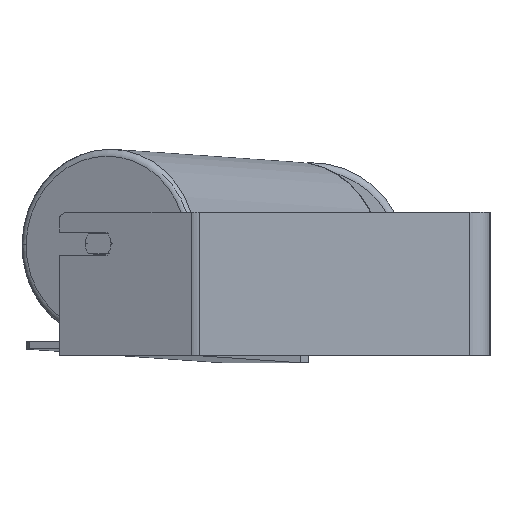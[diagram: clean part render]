
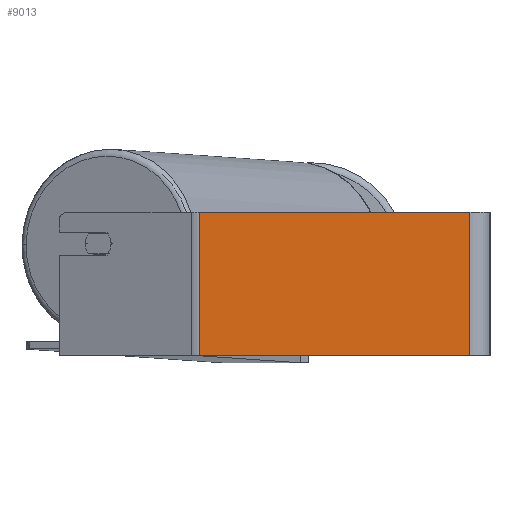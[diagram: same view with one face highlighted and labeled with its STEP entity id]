
A CAD part, left-side view. The second image highlights one B-rep face of the part: STEP entity #9013.
In plain terms, the highlighted planar face has unit normal (-1, 0, 0).
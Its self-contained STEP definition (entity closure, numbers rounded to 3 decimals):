
#229 = DIRECTION ( 'NONE',  ( 1., 0., 0. ) ) ;
#540 = VERTEX_POINT ( 'NONE', #8983 ) ;
#650 = CARTESIAN_POINT ( 'NONE',  ( -525., 205.69, 50. ) ) ;
#1041 = CARTESIAN_POINT ( 'NONE',  ( -525., 202.586, 50. ) ) ;
#1327 = LINE ( 'NONE', #3311, #4585 ) ;
#1558 = LINE ( 'NONE', #5938, #3741 ) ;
#2229 = EDGE_CURVE ( 'NONE', #6217, #5493, #7480, .T. ) ;
#2631 = CARTESIAN_POINT ( 'NONE',  ( -525., 14., 50. ) ) ;
#2845 = CARTESIAN_POINT ( 'NONE',  ( -525., 202.586, -50. ) ) ;
#2924 = ORIENTED_EDGE ( 'NONE', *, *, #5755, .T. ) ;
#3051 = EDGE_CURVE ( 'NONE', #5493, #540, #1327, .T. ) ;
#3311 = CARTESIAN_POINT ( 'NONE',  ( -525., 14., 50. ) ) ;
#3450 = DIRECTION ( 'NONE',  ( 0., -1., 0. ) ) ;
#3524 = EDGE_LOOP ( 'NONE', ( #2924, #8945, #4876, #8321 ) ) ;
#3741 = VECTOR ( 'NONE', #4377, 1000. ) ;
#4377 = DIRECTION ( 'NONE',  ( 0., -1., 0. ) ) ;
#4585 = VECTOR ( 'NONE', #5484, 1000. ) ;
#4818 = VERTEX_POINT ( 'NONE', #2845 ) ;
#4876 = ORIENTED_EDGE ( 'NONE', *, *, #2229, .F. ) ;
#4963 = PLANE ( 'NONE',  #5587 ) ;
#5410 = DIRECTION ( 'NONE',  ( 0., 0., -1. ) ) ;
#5484 = DIRECTION ( 'NONE',  ( 0., 0., -1. ) ) ;
#5493 = VERTEX_POINT ( 'NONE', #2631 ) ;
#5587 = AXIS2_PLACEMENT_3D ( 'NONE', #6511, #229, #8379 ) ;
#5649 = CARTESIAN_POINT ( 'NONE',  ( -525., 202.586, 50. ) ) ;
#5755 = EDGE_CURVE ( 'NONE', #4818, #540, #1558, .T. ) ;
#5938 = CARTESIAN_POINT ( 'NONE',  ( -525., 205.69, -50. ) ) ;
#6217 = VERTEX_POINT ( 'NONE', #5649 ) ;
#6344 = EDGE_CURVE ( 'NONE', #6217, #4818, #7416, .T. ) ;
#6511 = CARTESIAN_POINT ( 'NONE',  ( -525., 205.69, 50. ) ) ;
#6994 = VECTOR ( 'NONE', #5410, 1000. ) ;
#7198 = FACE_OUTER_BOUND ( 'NONE', #3524, .T. ) ;
#7348 = VECTOR ( 'NONE', #3450, 1000. ) ;
#7416 = LINE ( 'NONE', #1041, #6994 ) ;
#7480 = LINE ( 'NONE', #650, #7348 ) ;
#8321 = ORIENTED_EDGE ( 'NONE', *, *, #6344, .T. ) ;
#8379 = DIRECTION ( 'NONE',  ( 0., 0., -1. ) ) ;
#8945 = ORIENTED_EDGE ( 'NONE', *, *, #3051, .F. ) ;
#8983 = CARTESIAN_POINT ( 'NONE',  ( -525., 14., -50. ) ) ;
#9013 = ADVANCED_FACE ( 'NONE', ( #7198 ), #4963, .F. ) ;
